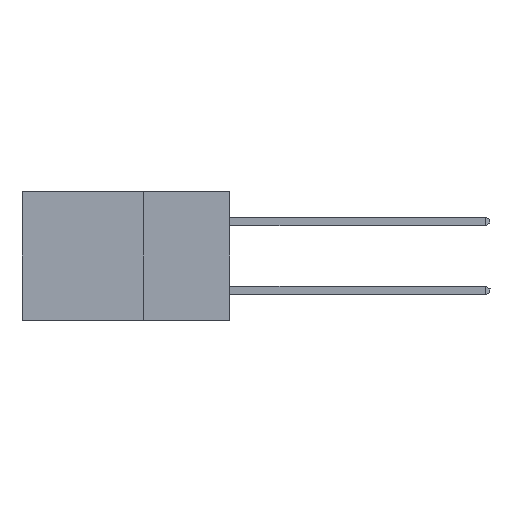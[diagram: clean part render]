
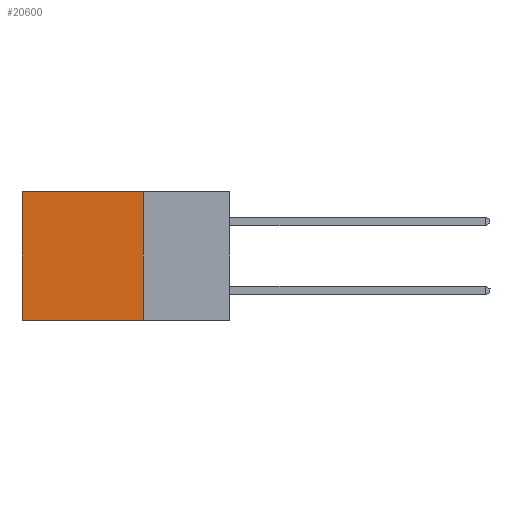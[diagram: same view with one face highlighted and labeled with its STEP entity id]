
A CAD part, left-side view. The second image highlights one B-rep face of the part: STEP entity #20600.
In plain terms, the highlighted planar face has unit normal (-1, 0, 0).
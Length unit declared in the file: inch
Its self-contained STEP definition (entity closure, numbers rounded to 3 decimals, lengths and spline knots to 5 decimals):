
#136 = CARTESIAN_POINT ( 'NONE',  ( 0.298, 0.6, 0. ) ) ;
#1092 = EDGE_CURVE ( 'NONE', #4073, #25453, #8224, .T. ) ;
#2744 = VECTOR ( 'NONE', #20000, 39.37008 ) ;
#3039 = DIRECTION ( 'NONE',  ( 0., 0., -1. ) ) ;
#4073 = VERTEX_POINT ( 'NONE', #24815 ) ;
#4265 = VERTEX_POINT ( 'NONE', #22690 ) ;
#5205 = DIRECTION ( 'NONE',  ( 1., 0., 0. ) ) ;
#5870 = LINE ( 'NONE', #6136, #25707 ) ;
#6136 = CARTESIAN_POINT ( 'NONE',  ( 0.298, 0.25, -0.37 ) ) ;
#6435 = CARTESIAN_POINT ( 'NONE',  ( 0.298, 0.6, -0.37 ) ) ;
#6810 = LINE ( 'NONE', #136, #2744 ) ;
#7582 = VECTOR ( 'NONE', #25981, 39.37008 ) ;
#7943 = LINE ( 'NONE', #17289, #7582 ) ;
#8224 = LINE ( 'NONE', #9057, #26381 ) ;
#9057 = CARTESIAN_POINT ( 'NONE',  ( 0.298, 0.25, 0. ) ) ;
#10103 = DIRECTION ( 'NONE',  ( 0., 0., -1. ) ) ;
#10850 = EDGE_CURVE ( 'NONE', #25453, #25190, #5870, .T. ) ;
#11336 = CARTESIAN_POINT ( 'NONE',  ( 0.298, 0.25, 0. ) ) ;
#11383 = ORIENTED_EDGE ( 'NONE', *, *, #22583, .T. ) ;
#13571 = FACE_OUTER_BOUND ( 'NONE', #16692, .T. ) ;
#14737 = ORIENTED_EDGE ( 'NONE', *, *, #10850, .F. ) ;
#16471 = AXIS2_PLACEMENT_3D ( 'NONE', #11336, #5205, #3039 ) ;
#16692 = EDGE_LOOP ( 'NONE', ( #23086, #14737, #27658, #11383 ) ) ;
#17289 = CARTESIAN_POINT ( 'NONE',  ( 0.298, 0.25, 0. ) ) ;
#20000 = DIRECTION ( 'NONE',  ( 0., 0., -1. ) ) ;
#20600 = ADVANCED_FACE ( 'NONE', ( #13571 ), #26633, .F. ) ;
#22187 = CARTESIAN_POINT ( 'NONE',  ( 0.298, 0.25, -0.37 ) ) ;
#22583 = EDGE_CURVE ( 'NONE', #4073, #4265, #7943, .T. ) ;
#22690 = CARTESIAN_POINT ( 'NONE',  ( 0.298, 0.6, 0. ) ) ;
#23086 = ORIENTED_EDGE ( 'NONE', *, *, #25007, .T. ) ;
#24815 = CARTESIAN_POINT ( 'NONE',  ( 0.298, 0.25, 0. ) ) ;
#25007 = EDGE_CURVE ( 'NONE', #4265, #25190, #6810, .T. ) ;
#25190 = VERTEX_POINT ( 'NONE', #6435 ) ;
#25453 = VERTEX_POINT ( 'NONE', #22187 ) ;
#25588 = DIRECTION ( 'NONE',  ( 0., 1., 0. ) ) ;
#25707 = VECTOR ( 'NONE', #25588, 39.37008 ) ;
#25981 = DIRECTION ( 'NONE',  ( 0., 1., 0. ) ) ;
#26381 = VECTOR ( 'NONE', #10103, 39.37008 ) ;
#26633 = PLANE ( 'NONE',  #16471 ) ;
#27658 = ORIENTED_EDGE ( 'NONE', *, *, #1092, .F. ) ;
